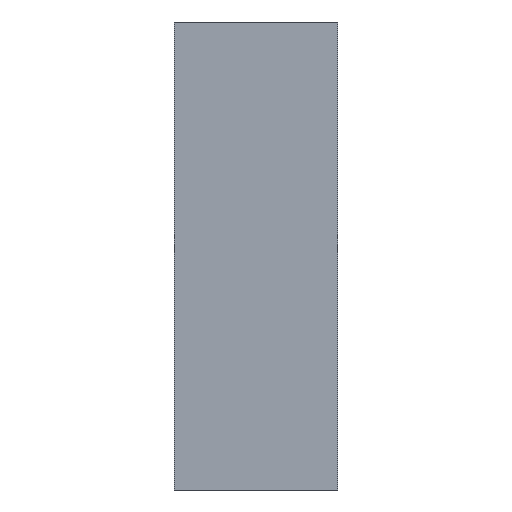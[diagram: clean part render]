
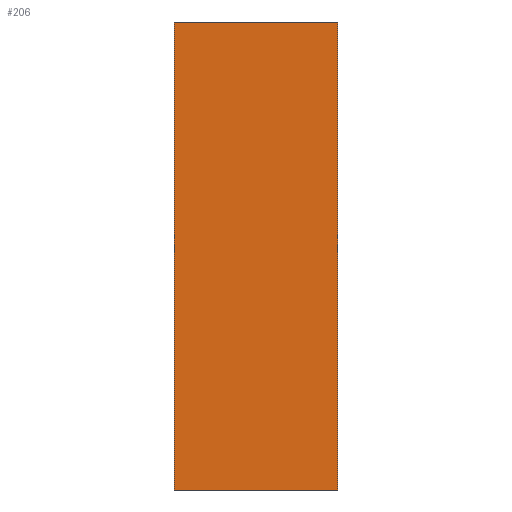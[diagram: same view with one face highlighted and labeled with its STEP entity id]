
A CAD part, left-side view. The second image highlights one B-rep face of the part: STEP entity #206.
In plain terms, the highlighted planar face has unit normal (-1, 0, 0).
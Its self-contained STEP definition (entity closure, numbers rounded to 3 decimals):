
#206 = ADVANCED_FACE( '', ( #488 ), #489, .T. );
#488 = FACE_OUTER_BOUND( '', #779, .T. );
#489 = PLANE( '', #780 );
#779 = EDGE_LOOP( '', ( #1855, #1856, #1857, #1858 ) );
#780 = AXIS2_PLACEMENT_3D( '', #1859, #1860, #1861 );
#1855 = ORIENTED_EDGE( '', *, *, #2191, .T. );
#1856 = ORIENTED_EDGE( '', *, *, #2236, .F. );
#1857 = ORIENTED_EDGE( '', *, *, #2173, .T. );
#1858 = ORIENTED_EDGE( '', *, *, #2181, .T. );
#1859 = CARTESIAN_POINT( '', ( -50., 0., 0. ) );
#1860 = DIRECTION( '', ( -1., 0., 0. ) );
#1861 = DIRECTION( '', ( 0., -1., 0. ) );
#2173 = EDGE_CURVE( '', #2739, #2737, #2740, .T. );
#2181 = EDGE_CURVE( '', #2737, #2749, #2751, .T. );
#2191 = EDGE_CURVE( '', #2749, #2762, #2764, .T. );
#2236 = EDGE_CURVE( '', #2739, #2762, #2809, .T. );
#2737 = VERTEX_POINT( '', #3632 );
#2739 = VERTEX_POINT( '', #3635 );
#2740 = LINE( '', #3636, #3637 );
#2749 = VERTEX_POINT( '', #3649 );
#2751 = LINE( '', #3652, #3653 );
#2762 = VERTEX_POINT( '', #3668 );
#2764 = LINE( '', #3671, #3672 );
#2809 = LINE( '', #3750, #3751 );
#3632 = CARTESIAN_POINT( '', ( -50., 0., 0. ) );
#3635 = CARTESIAN_POINT( '', ( -50., 35., 0. ) );
#3636 = CARTESIAN_POINT( '', ( -50., 35., 0. ) );
#3637 = VECTOR( '', #4268, 1. );
#3649 = CARTESIAN_POINT( '', ( -50., 0., 100. ) );
#3652 = CARTESIAN_POINT( '', ( -50., 0., 0. ) );
#3653 = VECTOR( '', #4282, 1. );
#3668 = CARTESIAN_POINT( '', ( -50., 35., 100. ) );
#3671 = CARTESIAN_POINT( '', ( -50., 35., 100. ) );
#3672 = VECTOR( '', #4300, 1. );
#3750 = CARTESIAN_POINT( '', ( -50., 35., 0. ) );
#3751 = VECTOR( '', #4430, 1. );
#4268 = DIRECTION( '', ( 0., -1., 0. ) );
#4282 = DIRECTION( '', ( 0., 0., 1. ) );
#4300 = DIRECTION( '', ( 0., 1., 0. ) );
#4430 = DIRECTION( '', ( 0., 0., 1. ) );
